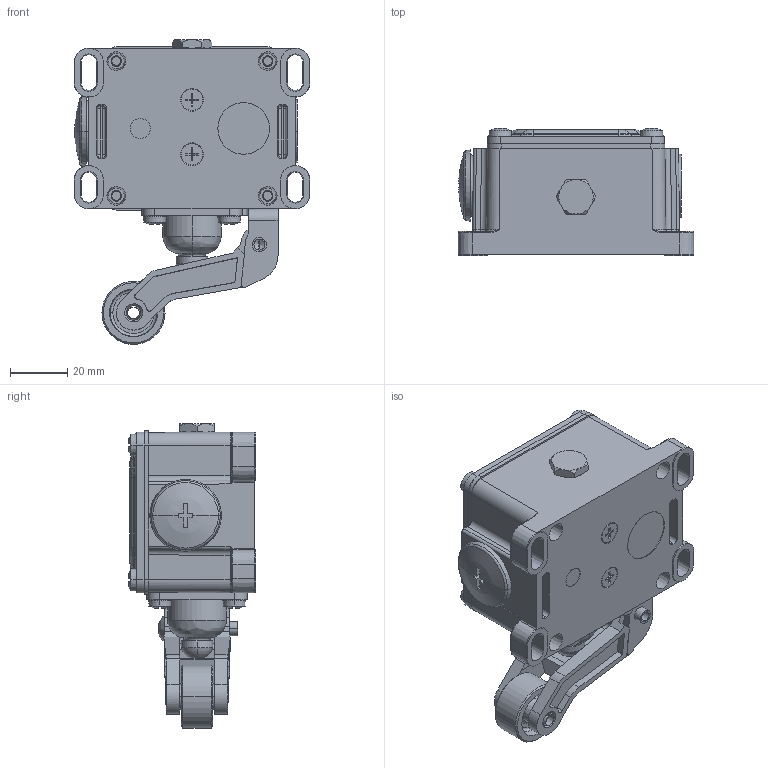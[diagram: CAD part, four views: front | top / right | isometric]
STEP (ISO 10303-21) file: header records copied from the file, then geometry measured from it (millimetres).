
FILE_DESCRIPTION((''),'2;1');
FILE_NAME('D1-HW_ASM','2006-08-23T',('T.Bergmann'),(''),'PRO/ENGINEER BY PARAMETRIC TECHNOLOGY CORPORATION, 2005070','PRO/ENGINEER BY PARAMETRIC TECHNOLOGY CORPORATION, 2005070','');
FILE_SCHEMA(('AUTOMOTIVE_DESIGN_CC2 { 1 2 10303 214 -1 1 5 2 }'));
Length unit declared in the file: millimetre
Products named in the file (25): 3003900214; 3535900001; 3994000113_001; 3994000113_002; 3994000113_ASM; 3230750071; 3148800003; 3103800506; 3333300006; 2600085030; D1_GEH_ASM; 3111871002; 3302300011_AF1; 3083199148; 2621477121; 2627346047; 3535900061; 3515900001; 3914190138_ASM; 2620000122; 3548900005_17_2_; 3914211065_ASM; 2600963024; 2600085022; D1-HW_ASM
Assembly tree (31 placements, depth 4):
  D1-HW_ASM
    D1_GEH_ASM
      3003900214
      3535900001
      3994000113_ASM
        3994000113_001
        3994000113_002
      3230750071
      3148800003
      3103800506
      3333300006
      2600085030  x4
    3914211065_ASM
      3111871002
      3302300011_AF1
      3914190138_ASM
        3083199148
        2621477121
        2627346047
        3535900061
        3515900001
      2620000122
      3548900005_17_2_
    2600963024  x2
    2600085022  x4
Bounding box: 82.2 x 44.53 x 106.31 mm (x, y, z)
Volume: 89351.5 mm3; surface area: 70500.6 mm2
Topology: 27 solids, 27 shells, 1545 faces, 3622 edges, 2146 vertices
Faces by surface type: plane 709, cylinder 310, cone 265, bspline 126, torus 111, sphere 24
Entity records: 48626 total; most frequent: CARTESIAN_POINT 13426, DIRECTION 5626, ORIENTED_EDGE 5440, EDGE_CURVE 2720, PRESENTATION_STYLE_ASSIGNMENT 2673, STYLED_ITEM 2673, CURVE_STYLE 2654, AXIS2_PLACEMENT_3D 2156
